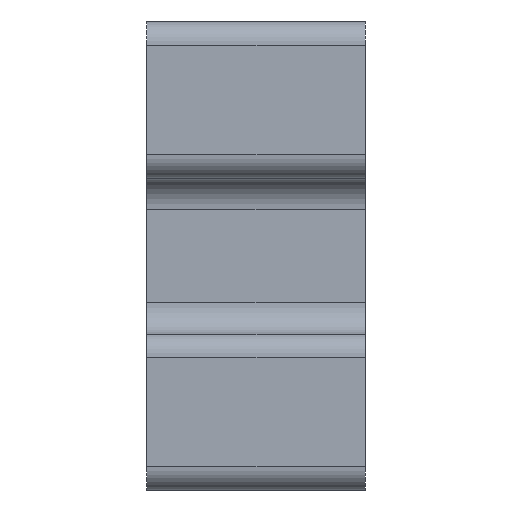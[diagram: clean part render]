
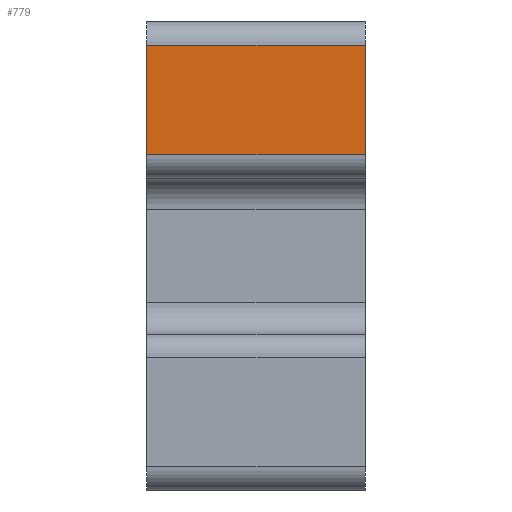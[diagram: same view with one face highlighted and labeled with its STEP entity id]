
A CAD part, left-side view. The second image highlights one B-rep face of the part: STEP entity #779.
In plain terms, the highlighted planar face has unit normal (-1, 0, 0).
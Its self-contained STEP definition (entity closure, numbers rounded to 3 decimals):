
#41=DIRECTION('',(0.,0.,1.));
#42=VECTOR('',#41,3.5);
#43=CARTESIAN_POINT('',(-36.2,0.,3.25));
#44=LINE('',#43,#42);
#129=DIRECTION('',(0.,-1.,0.));
#130=VECTOR('',#129,7.);
#131=CARTESIAN_POINT('',(-36.2,7.,6.75));
#132=LINE('',#131,#130);
#133=DIRECTION('',(0.,-1.,0.));
#134=VECTOR('',#133,7.);
#135=CARTESIAN_POINT('',(-36.2,7.,3.25));
#136=LINE('',#135,#134);
#220=DIRECTION('',(0.,0.,1.));
#221=VECTOR('',#220,3.5);
#222=CARTESIAN_POINT('',(-36.2,7.,3.25));
#223=LINE('',#222,#221);
#502=CARTESIAN_POINT('',(-36.2,0.,6.75));
#504=VERTEX_POINT('',#502);
#505=CARTESIAN_POINT('',(-36.2,7.,6.75));
#506=VERTEX_POINT('',#505);
#509=CARTESIAN_POINT('',(-36.2,0.,3.25));
#511=VERTEX_POINT('',#509);
#515=CARTESIAN_POINT('',(-36.2,7.,3.25));
#516=VERTEX_POINT('',#515);
#766=CARTESIAN_POINT('',(-36.2,0.,2.5));
#767=DIRECTION('',(-1.,0.,0.));
#768=DIRECTION('',(0.,0.,1.));
#769=AXIS2_PLACEMENT_3D('',#766,#767,#768);
#770=PLANE('',#769);
#771=ORIENTED_EDGE('',*,*,#758,.T.);
#772=ORIENTED_EDGE('',*,*,#640,.F.);
#774=ORIENTED_EDGE('',*,*,#773,.F.);
#776=ORIENTED_EDGE('',*,*,#775,.T.);
#777=EDGE_LOOP('',(#771,#772,#774,#776));
#778=FACE_OUTER_BOUND('',#777,.F.);
#779=ADVANCED_FACE('',(#778),#770,.T.);
#640=EDGE_CURVE('',#511,#504,#44,.T.);
#758=EDGE_CURVE('',#506,#504,#132,.T.);
#773=EDGE_CURVE('',#516,#511,#136,.T.);
#775=EDGE_CURVE('',#516,#506,#223,.T.);
